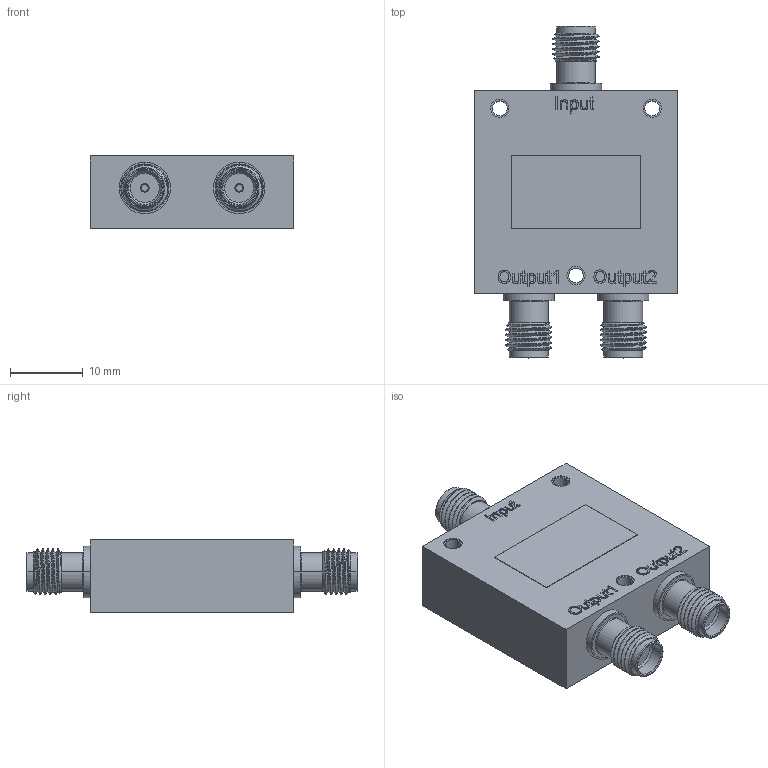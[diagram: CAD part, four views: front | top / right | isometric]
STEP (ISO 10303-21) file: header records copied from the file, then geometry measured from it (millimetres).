
FILE_DESCRIPTION (( 'STEP AP214' ), '1' );
FILE_NAME ('PE20DV2102.step', '2021-09-30T16:24:40', ( '' ), ( '' ), 'SwSTEP 2.0', 'SolidWorks 2021', '' );
FILE_SCHEMA (( 'AUTOMOTIVE_DESIGN' ));
Length unit declared in the file: inch
Products named in the file (1): PE20DV2102
Bounding box: 28 x 45.7 x 10.08 mm (x, y, z)
Volume: 8341.2 mm3; surface area: 3636.5 mm2
Topology: 1 solids, 1 shells, 442 faces, 1134 edges, 749 vertices
Faces by surface type: plane 201, bspline 115, cylinder 84, cone 36, torus 6
Entity records: 21728 total; most frequent: CARTESIAN_POINT 11795, ORIENTED_EDGE 2268, DIRECTION 1641, EDGE_CURVE 1134, VERTEX_POINT 749, VECTOR 649, LINE 649, EDGE_LOOP 503
